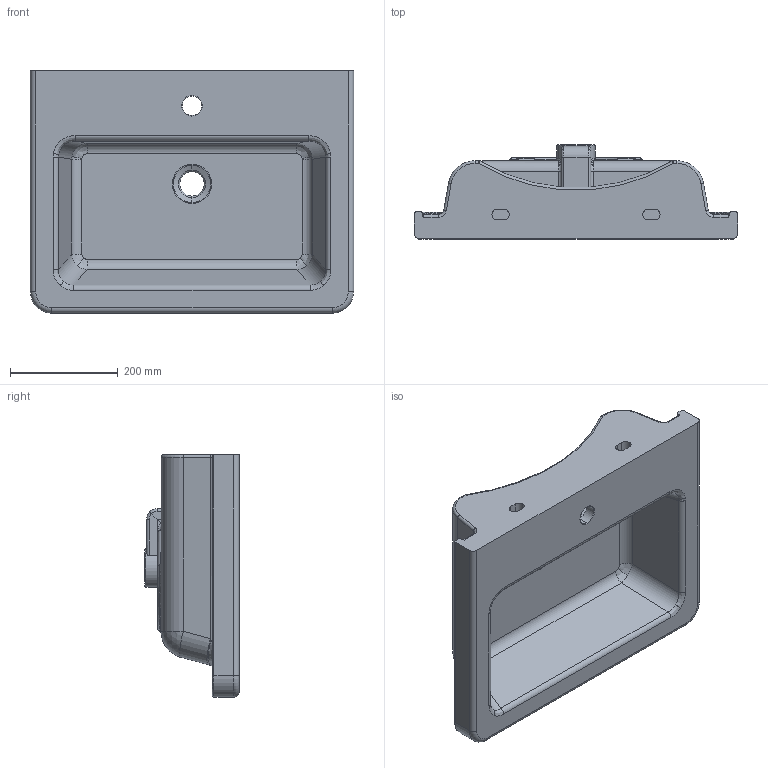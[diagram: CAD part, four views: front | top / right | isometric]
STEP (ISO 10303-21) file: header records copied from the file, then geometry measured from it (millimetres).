
FILE_DESCRIPTION (( 'STEP AP214' ), '1' );
FILE_NAME ('70001_STEP_V10421.STEP', '2021-04-09T13:30:29', ( '' ), ( '' ), 'SwSTEP 2.0', 'SolidWorks 2019', '' );
FILE_SCHEMA (( 'AUTOMOTIVE_DESIGN' ));
Length unit declared in the file: millimetre
Products named in the file (1): 70001_STEP_V10421
Bounding box: 600 x 175 x 450 mm (x, y, z)
Volume: 11644330.3 mm3; surface area: 1009139.8 mm2
Topology: 1 solids, 1 shells, 289 faces, 713 edges, 410 vertices
Faces by surface type: cylinder 127, plane 56, torus 53, bspline 37, sphere 14, cone 2
Entity records: 10652 total; most frequent: CARTESIAN_POINT 4161, ORIENTED_EDGE 1388, DIRECTION 1370, EDGE_CURVE 694, AXIS2_PLACEMENT_3D 549, VERTEX_POINT 410, EDGE_LOOP 302, CIRCLE 296
